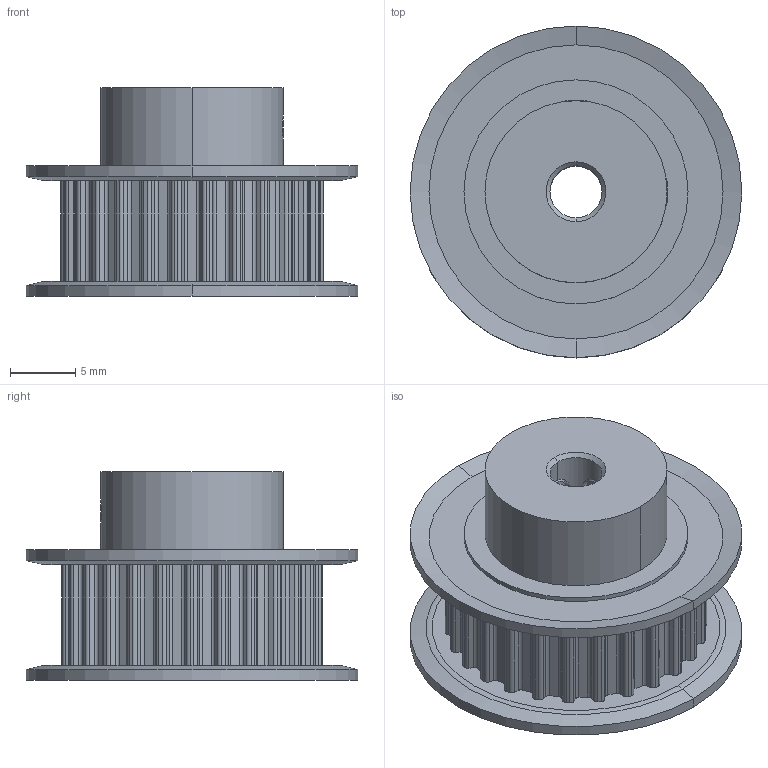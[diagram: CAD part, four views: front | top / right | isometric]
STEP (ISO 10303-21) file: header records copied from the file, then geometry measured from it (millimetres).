
FILE_DESCRIPTION((''),'2;1');
FILE_NAME('76400','2011-08-31T',('carefree'),(''),'PRO/ENGINEER BY PARAMETRIC TECHNOLOGY CORPORATION, 2005030','PRO/ENGINEER BY PARAMETRIC TECHNOLOGY CORPORATION, 2005030','');
FILE_SCHEMA(('CONFIG_CONTROL_DESIGN'));
Length unit declared in the file: millimetre
Products named in the file (1): 76400
Bounding box: 25.5 x 25.5 x 16 mm (x, y, z)
Volume: 3951.6 mm3; surface area: 2717.8 mm2
Topology: 1 solids, 1 shells, 277 faces, 782 edges, 516 vertices
Faces by surface type: cylinder 150, plane 103, cone 20, torus 4
Entity records: 9458 total; most frequent: CARTESIAN_POINT 1929, DIRECTION 1658, ORIENTED_EDGE 1564, EDGE_CURVE 782, AXIS2_PLACEMENT_3D 607, VERTEX_POINT 516, VECTOR 444, LINE 444
